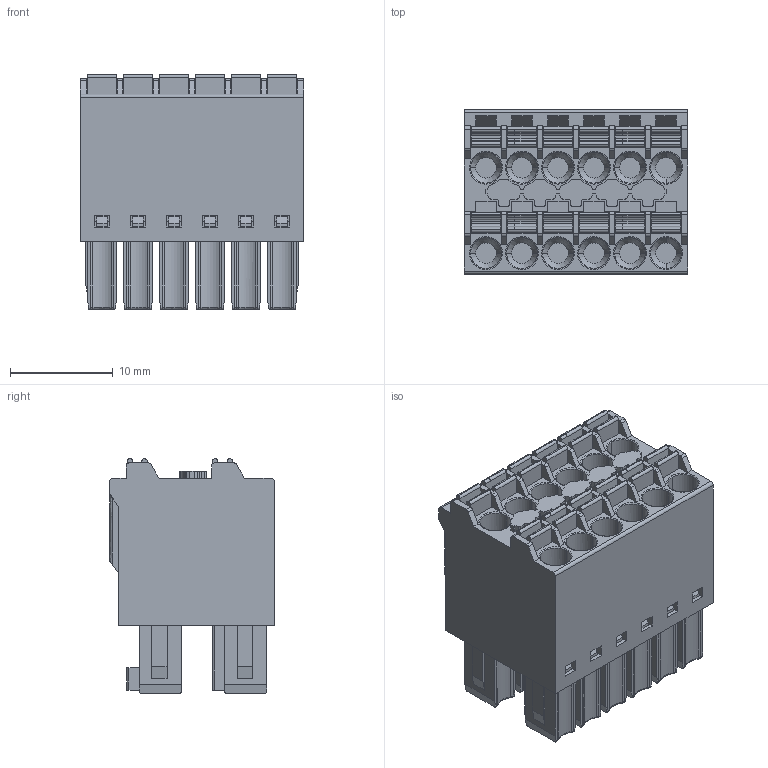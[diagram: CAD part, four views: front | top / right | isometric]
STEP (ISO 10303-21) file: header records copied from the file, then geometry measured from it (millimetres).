
FILE_DESCRIPTION( ('This file contains a STEP AP42 implementation' ,'as created by ZW3D STEP Interface translator.') ,'2;1' );
FILE_NAME( 'WJ15EDGKN-B-3.5-2x06P-1000A.stp' ,'23 5 4. 94520', (''), ('ZWCAD Software Co.'), 'Version 1.0', 'ZW3D to STEP translator', '' );
FILE_SCHEMA(('AUTOMOTIVE_DESIGN { 1 0 10303 214 1 1 1 1 }'));
Length unit declared in the file: millimetre
Products named in the file (1): 0
Bounding box: 21.7 x 16 x 22.81 mm (x, y, z)
Volume: 5193.9 mm3; surface area: 6498 mm2
Topology: 1 solids, 1 shells, 2359 faces, 6747 edges, 4377 vertices
Faces by surface type: plane 1542, bspline 580, cylinder 163, cone 74
Entity records: 86743 total; most frequent: CARTESIAN_POINT 23690, ORIENTED_EDGE 13530, DIRECTION 11690, EDGE_CURVE 6765, VECTOR 5120, LINE 5120, VERTEX_POINT 4395, AXIS2_PLACEMENT_3D 3285
